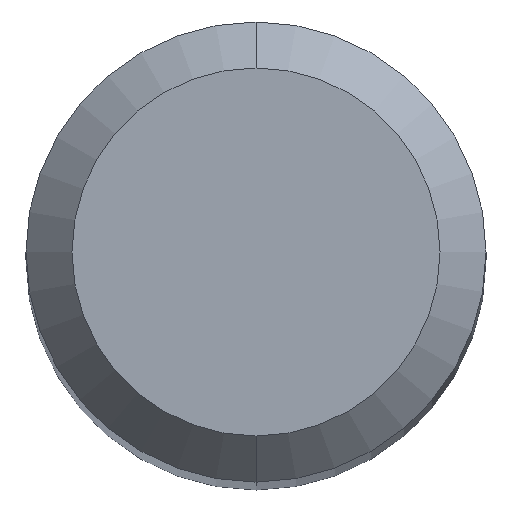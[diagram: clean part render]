
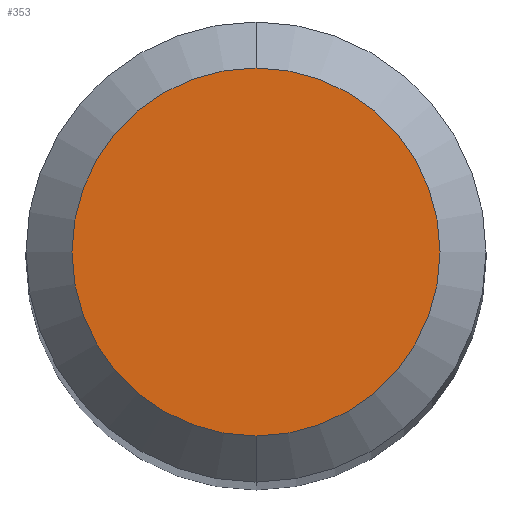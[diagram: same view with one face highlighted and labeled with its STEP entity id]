
A CAD part, top view. The second image highlights one B-rep face of the part: STEP entity #353.
In plain terms, the highlighted planar face has unit normal (0, 0, 1).
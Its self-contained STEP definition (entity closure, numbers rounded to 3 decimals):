
#313=VERTEX_POINT('',#884);
#353=ADVANCED_FACE('',(#928),#929,.T.);
#419=EDGE_CURVE('',#313,#755,#1001,.T.);
#755=VERTEX_POINT('',#1370);
#815=EDGE_CURVE('',#755,#313,#1434,.T.);
#884=CARTESIAN_POINT('',(0.,-1.2,0.0));
#928=FACE_OUTER_BOUND('',#1648,.T.);
#929=PLANE('',#1649);
#1001=CIRCLE('',#2265,1.2);
#1370=CARTESIAN_POINT('',(0.0,1.2,0.0));
#1434=CIRCLE('',#4648,1.2);
#1648=EDGE_LOOP('',(#4843,#4844));
#1649=AXIS2_PLACEMENT_3D('',#4845,#4846,#4847);
#2265=AXIS2_PLACEMENT_3D('',#4917,#4918,#4919);
#4648=AXIS2_PLACEMENT_3D('',#5384,#5385,#5386);
#4843=ORIENTED_EDGE('',*,*,#815,.F.);
#4844=ORIENTED_EDGE('',*,*,#419,.F.);
#4845=CARTESIAN_POINT('',(0.0,0.6,0.0));
#4846=DIRECTION('',(-0.0,0.0,1.0));
#4847=DIRECTION('',(0.0,-1.0,0.0));
#4917=CARTESIAN_POINT('',(0.0,0.0,0.0));
#4918=DIRECTION('',(0.0,0.0,-1.0));
#4919=DIRECTION('',(0.0,1.0,0.0));
#5384=CARTESIAN_POINT('',(0.0,0.0,0.0));
#5385=DIRECTION('',(0.0,0.0,-1.0));
#5386=DIRECTION('',(0.0,1.0,0.0));
